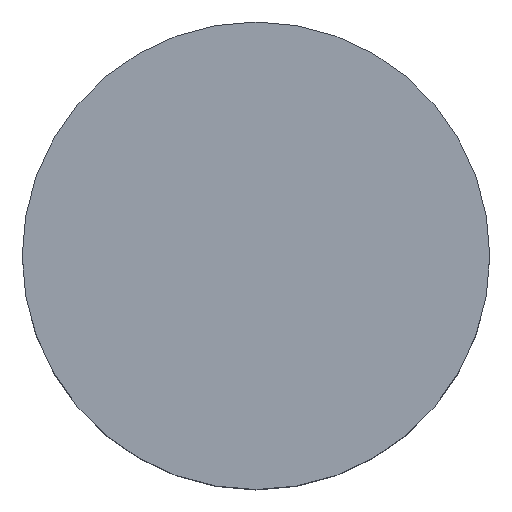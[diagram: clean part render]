
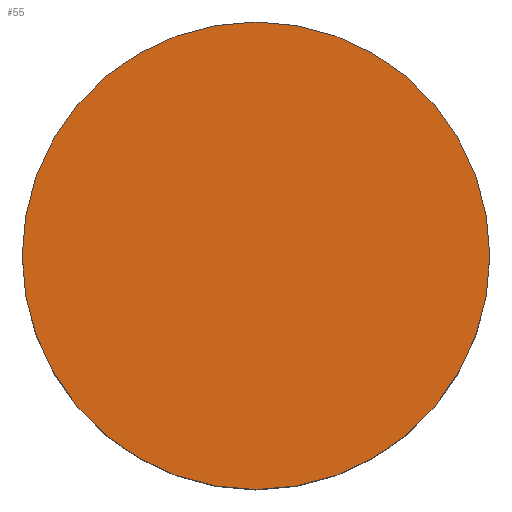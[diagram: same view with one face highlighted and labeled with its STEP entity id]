
A CAD part, top view. The second image highlights one B-rep face of the part: STEP entity #55.
In plain terms, the highlighted planar face has unit normal (0, 0, 1).
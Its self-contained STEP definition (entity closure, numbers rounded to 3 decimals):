
#19 = CARTESIAN_POINT ( 'NONE',  ( -3., 0., 0. ) ) ;
#40 = DIRECTION ( 'NONE',  ( 0., 0., 1. ) ) ;
#48 = AXIS2_PLACEMENT_3D ( 'NONE', #111, #314, #232 ) ;
#55 = ADVANCED_FACE ( 'NONE', ( #139 ), #199, .T. ) ;
#67 = ORIENTED_EDGE ( 'NONE', *, *, #92, .T. ) ;
#71 = DIRECTION ( 'NONE',  ( 1., 0., 0. ) ) ;
#80 = CARTESIAN_POINT ( 'NONE',  ( 3., 0., 0. ) ) ;
#90 = CIRCLE ( 'NONE', #301, 3. ) ;
#92 = EDGE_CURVE ( 'NONE', #319, #268, #90, .T. ) ;
#111 = CARTESIAN_POINT ( 'NONE',  ( 0., 0., 0. ) ) ;
#134 = EDGE_CURVE ( 'NONE', #268, #319, #170, .T. ) ;
#139 = FACE_OUTER_BOUND ( 'NONE', #322, .T. ) ;
#140 = CARTESIAN_POINT ( 'NONE',  ( 0., 0., 0. ) ) ;
#143 = ORIENTED_EDGE ( 'NONE', *, *, #134, .T. ) ;
#170 = CIRCLE ( 'NONE', #256, 3. ) ;
#199 = PLANE ( 'NONE',  #48 ) ;
#232 = DIRECTION ( 'NONE',  ( 1., 0., 0. ) ) ;
#256 = AXIS2_PLACEMENT_3D ( 'NONE', #312, #40, #71 ) ;
#268 = VERTEX_POINT ( 'NONE', #80 ) ;
#287 = DIRECTION ( 'NONE',  ( 0., 0., 1. ) ) ;
#301 = AXIS2_PLACEMENT_3D ( 'NONE', #140, #287, #336 ) ;
#312 = CARTESIAN_POINT ( 'NONE',  ( 0., 0., 0. ) ) ;
#314 = DIRECTION ( 'NONE',  ( 0., 0., 1. ) ) ;
#319 = VERTEX_POINT ( 'NONE', #19 ) ;
#322 = EDGE_LOOP ( 'NONE', ( #143, #67 ) ) ;
#336 = DIRECTION ( 'NONE',  ( 1., 0., 0. ) ) ;
